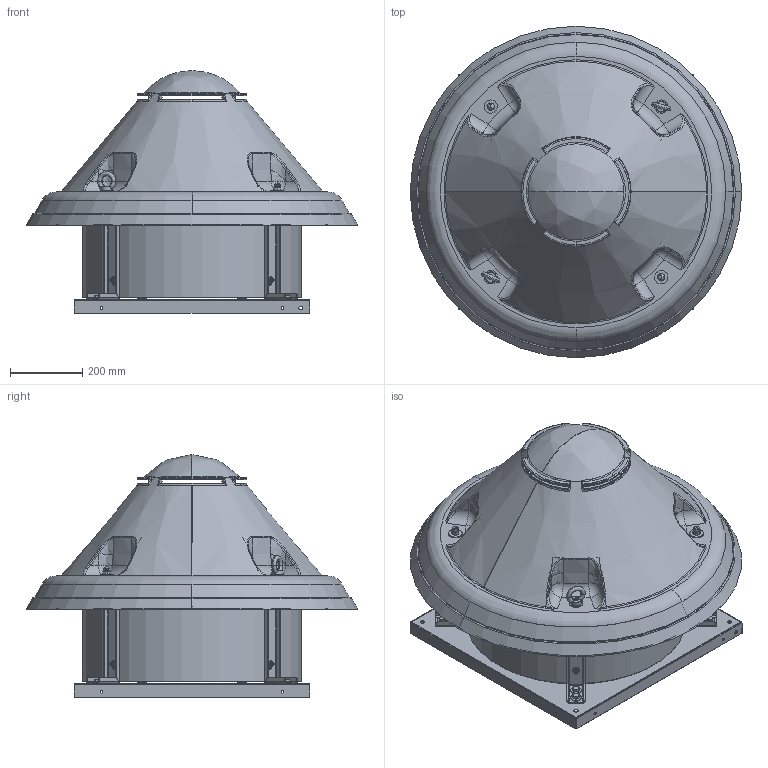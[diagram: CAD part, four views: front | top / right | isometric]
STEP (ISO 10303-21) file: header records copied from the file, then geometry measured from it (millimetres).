
FILE_DESCRIPTION (( 'STEP AP203' ), '1' );
FILE_NAME ('FC-P 404.STEP', '2022-03-09T14:12:39', ( '' ), ( '' ), 'SwSTEP 2.0', 'SolidWorks 2018', '' );
FILE_SCHEMA (( 'CONFIG_CONTROL_DESIGN' ));
Length unit declared in the file: millimetre
Products named in the file (25): ISO 4017 TE M10x30 8.8 Z_5VT5124.STEP; ISO 4161 M6 8 Z FL_5DA2004.STEP; DADO CIECO M12 Z_5DA3007.STEP; ISO 7093 M10x30 Z_5RO3016.STEP; ISO 4032 M10 8 Z_5DA2003.STEP; DIN 582 - M12 Z_5GA1000.STEP; FC-P 404.STEP; ISO 4017 TE M6x20 8.8 Z_5VT5112.STEP; DIN6798A M12 Z-Dent_5RO1992.STEP; ISO 4017 TE M6x16 8.8 Z_5VT5117.STEP; I886-5PM2047-Portam-40-45P-Gr80-90.STEP; I608A-8ST1342-Staffa-FC40P_Default_A macchina_.STEP; ISO 7093 M12x36 Z_5RO3019.STEP; D567-5CO1322-CAP-FC40-45.STEP; ISO 4017 TE M12x45 8.8 Z_5VT5043.STEP; 5RI1042-Inserto-H-Esag-T-Rid-M6-CHIUSO.STEP; ISO 4032 M12 8 Z_5DA2008.STEP; DIN6798A M10 Z-Dent_5RO1990.STEP; ISO 7093 M6x18 Z_5RO3004.STEP; F714A-5BA4013-Base FC 40P.STEP; FC-P 404; R743_5RO1008_25x9.STEP; ISO 7093 M6x24 Z_5RO3005.STEP; RETI FC-P_40.STEP; ISO 7089 M12x24 Z_5RO3014.STEP
Assembly tree (133 placements, depth 3):
  FC-P 404
    FC-P 404.STEP
      F714A-5BA4013-Base FC 40P.STEP
      RETI FC-P_40.STEP
      I608A-8ST1342-Staffa-FC40P_Default_A macchina_.STEP  x4
      I886-5PM2047-Portam-40-45P-Gr80-90.STEP
      D567-5CO1322-CAP-FC40-45.STEP
      5RI1042-Inserto-H-Esag-T-Rid-M6-CHIUSO.STEP  x4
      ISO 4017 TE M6x16 8.8 Z_5VT5117.STEP  x4
      ISO 7093 M6x24 Z_5RO3005.STEP  x12
      ISO 4017 TE M10x30 8.8 Z_5VT5124.STEP  x8
      ISO 4032 M10 8 Z_5DA2003.STEP  x8
      DIN6798A M10 Z-Dent_5RO1990.STEP  x8
      ISO 7093 M10x30 Z_5RO3016.STEP  x16
      R743_5RO1008_25x9.STEP  x8
      ISO 4017 TE M6x20 8.8 Z_5VT5112.STEP  x8
      ISO 7093 M6x18 Z_5RO3004.STEP  x8
      ISO 4161 M6 8 Z FL_5DA2004.STEP  x8
      ISO 4017 TE M12x45 8.8 Z_5VT5043.STEP  x4
      ISO 7089 M12x24 Z_5RO3014.STEP  x8
      DIN6798A M12 Z-Dent_5RO1992.STEP  x4
      ISO 4032 M12 8 Z_5DA2008.STEP  x4
      ISO 7093 M12x36 Z_5RO3019.STEP  x8
      DIN 582 - M12 Z_5GA1000.STEP  x2
      DADO CIECO M12 Z_5DA3007.STEP  x2
Bounding box: 915.2 x 915.2 x 670 mm (x, y, z)
Volume: 6795761.2 mm3; surface area: 5079433.8 mm2
Topology: 132 solids, 132 shells, 3468 faces, 9044 edges, 5841 vertices
Faces by surface type: plane 1857, cylinder 824, cone 585, bspline 133, torus 53, sphere 16
Entity records: 47691 total; most frequent: CARTESIAN_POINT 19339, ORIENTED_EDGE 4888, DIRECTION 4542, EDGE_CURVE 2444, AXIS2_PLACEMENT_3D 1697, VERTEX_POINT 1556, VECTOR 1148, LINE 1148
